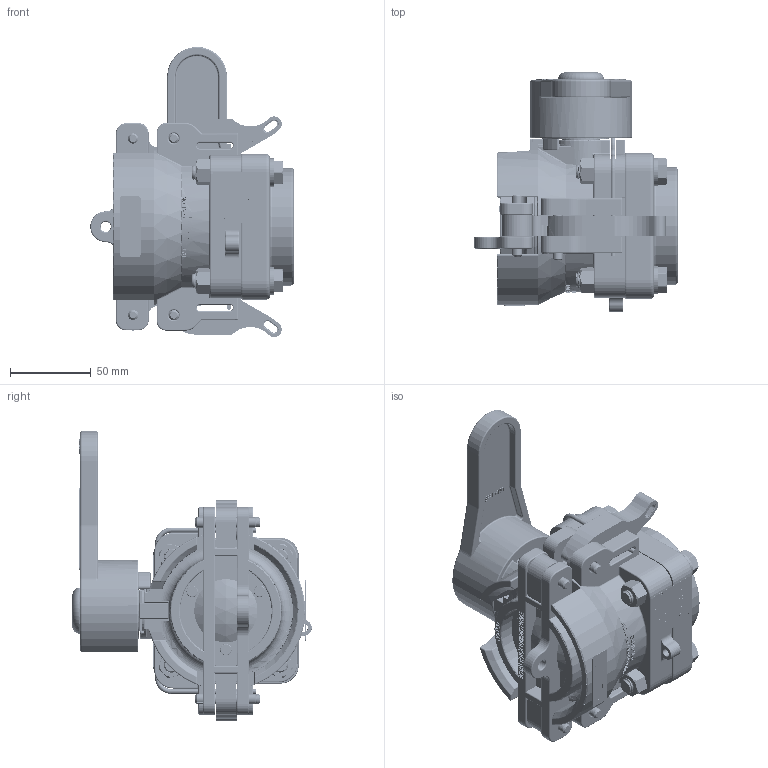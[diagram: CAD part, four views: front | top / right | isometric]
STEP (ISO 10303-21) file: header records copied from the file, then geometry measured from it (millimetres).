
FILE_DESCRIPTION(/* description */ ('2" FEMALE DRY MATE NPT-FKM'),/* implementation_level */ '2;1');
FILE_NAME(/* name */ 'DM200D.stp',/* time_stamp */ '2022-10-13T07:21:12-04:00',/* author */ ('ALR'),/* organization */ (''),/* preprocessor_version */ 'ST-DEVELOPER v18.1',/* originating_system */ 'Autodesk Inventor 2022',/* authorisation */ '');
FILE_SCHEMA (('AUTOMOTIVE_DESIGN { 1 0 10303 214 3 1 1 }'));
Length unit declared in the file: inch
Products named in the file (38): DM200D; DM200DX; DM20254F; DM20254FY; DM20254FX; DM20294A; DB20258; VS20151; V20151; DB20255; DB20255M; DBX20255; DM20256; VX20256; V21204V; V20258A; V20010SS; V20018; V20019; DB20288; DB20281; DM20289; DM200KX; DM20153F; V20021; V20020; V20060; DB20002; VL1000; V20353C; DM200PL; DB20312P; DB20312AX; DB20311V; DB20314; DM20300; 200P; 050DECAL
Assembly tree (52 placements, depth 5):
  DM200D
    DM200DX
      DM20254F
        DM20254FY
          DM20254FX
      DM20294A
      DB20258
      VS20151
        V20151
      DB20255
        DB20255M
          DBX20255
      DM20256
        VX20256
      V21204V
      V20258A
      V20010SS  x4
      V20018  x4
      V20019  x4
      DB20288
      DB20281
      V20060  x2
      DM20289
      DM200KX  x2
      200P  x2
      DM20153F
      V20021
      V20020
    DB20002
    VL1000
    V20353C
    DM200PL
      DB20312P
        DB20312AX
      DB20311V
      DB20314
      DM20300  x2
      200P  x2
    050DECAL
Bounding box: 126.16 x 148.46 x 179.92 mm (x, y, z)
Volume: 742723.5 mm3; surface area: 260384.7 mm2
Topology: 44 solids, 44 shells, 6596 faces, 16650 edges, 10641 vertices
Faces by surface type: plane 3043, bspline 1683, cylinder 1046, cone 508, torus 244, sphere 72
Full cylindrical faces by diameter (mm): 3.048 x6, 3.175 x4, 4.978 x1, 5.08 x1, 6.325 x4, 6.35 x9, 6.502 x4, 7.112 x3, 7.144 x1, 8.915 x4, 9.525 x4, 10.414 x4, 10.668 x4, 18.898 x1, 18.923 x1, 19.05 x2, 19.304 x1, 21.844 x4, 23.812 x2, 24.13 x1, 25.4 x2, 25.527 x3, 26.162 x1, 34.544 x1, 36.957 x1, 38.1 x3, 39.776 x1, 41.046 x2, 43.942 x1, 44.856 x1
Entity records: 251713 total; most frequent: CARTESIAN_POINT 119148, ORIENTED_EDGE 29730, DIRECTION 21546, EDGE_CURVE 14865, VERTEX_POINT 9646, LINE 9094, VECTOR 9094, EDGE_LOOP 6383
